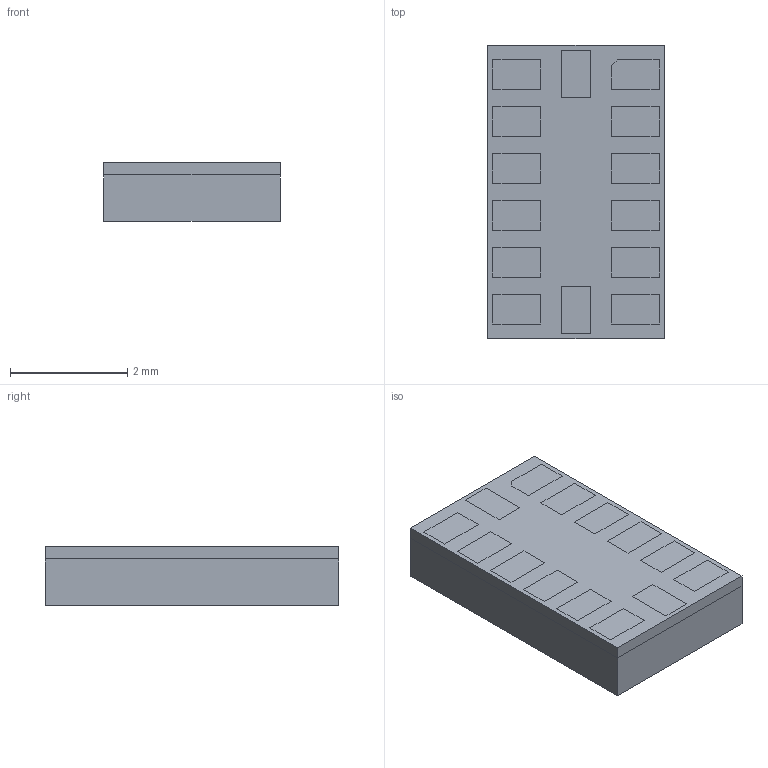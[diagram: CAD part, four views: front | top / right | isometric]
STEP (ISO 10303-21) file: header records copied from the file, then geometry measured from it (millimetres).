
FILE_DESCRIPTION (( 'STEP AP214' ), '1' );
FILE_NAME ('ADXL345BCCZ.STEP', '2021-06-18T06:27:02', ( '' ), ( '' ), 'SwSTEP 2.0', 'SolidWorks 2018', '' );
FILE_SCHEMA (( 'AUTOMOTIVE_DESIGN' ));
Length unit declared in the file: millimetre
Products named in the file (1): ADXL345BCCZ
Bounding box: 3 x 5 x 1 mm (x, y, z)
Volume: 15 mm3; surface area: 91.4 mm2
Topology: 16 solids, 16 shells, 154 faces, 366 edges, 244 vertices
Faces by surface type: plane 154
Entity records: 4839 total; most frequent: CARTESIAN_POINT 765, ORIENTED_EDGE 732, DIRECTION 676, VECTOR 366, LINE 366, EDGE_CURVE 366, VERTEX_POINT 244, EDGE_LOOP 182
